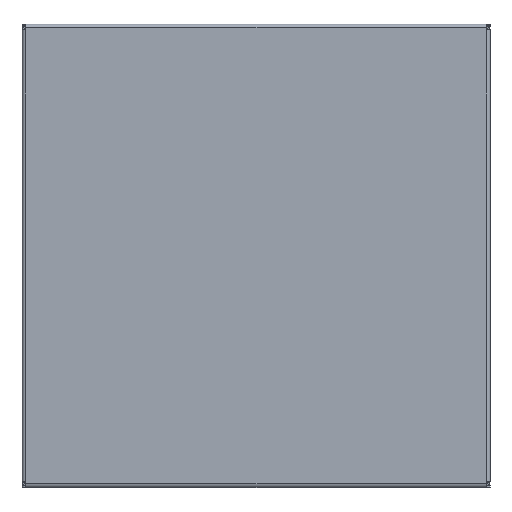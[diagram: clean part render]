
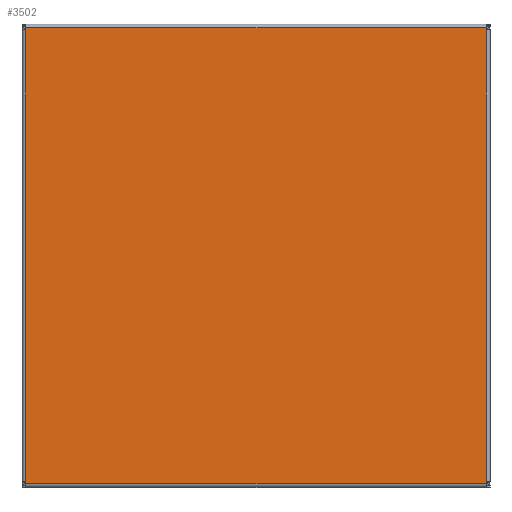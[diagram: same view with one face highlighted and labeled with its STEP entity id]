
A CAD part, top view. The second image highlights one B-rep face of the part: STEP entity #3502.
In plain terms, the highlighted planar face has unit normal (0, 0, 1).
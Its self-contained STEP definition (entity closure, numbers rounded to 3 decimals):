
#705=FACE_OUTER_BOUND('',#983,.T.);
#983=EDGE_LOOP('',(#3198,#3199,#3200,#3201,#3202,#3203,#3204,#3205));
#1241=LINE('',#5623,#1535);
#1246=LINE('',#5636,#1540);
#1260=LINE('',#5702,#1554);
#1263=LINE('',#5708,#1557);
#1266=LINE('',#5717,#1560);
#1271=LINE('',#5735,#1565);
#1275=LINE('',#5744,#1569);
#1277=LINE('',#5748,#1571);
#1535=VECTOR('',#4640,195.038);
#1540=VECTOR('',#4657,195.038);
#1554=VECTOR('',#4759,0.894);
#1557=VECTOR('',#4764,0.894);
#1560=VECTOR('',#4775,198.849);
#1565=VECTOR('',#4802,198.849);
#1569=VECTOR('',#4814,0.894);
#1571=VECTOR('',#4820,0.894);
#1840=VERTEX_POINT('',#5606);
#1843=VERTEX_POINT('',#5617);
#1844=VERTEX_POINT('',#5621);
#1846=VERTEX_POINT('',#5632);
#1854=VERTEX_POINT('',#5701);
#1856=VERTEX_POINT('',#5707);
#1858=VERTEX_POINT('',#5716);
#1860=VERTEX_POINT('',#5724);
#2249=EDGE_CURVE('',#1843,#1844,#1241,.T.);
#2256=EDGE_CURVE('',#1846,#1840,#1246,.T.);
#2284=EDGE_CURVE('',#1854,#1846,#1260,.T.);
#2287=EDGE_CURVE('',#1856,#1843,#1263,.T.);
#2292=EDGE_CURVE('',#1858,#1854,#1266,.T.);
#2302=EDGE_CURVE('',#1860,#1856,#1271,.T.);
#2307=EDGE_CURVE('',#1840,#1860,#1275,.T.);
#2309=EDGE_CURVE('',#1844,#1858,#1277,.T.);
#3198=ORIENTED_EDGE('',*,*,#2284,.T.);
#3199=ORIENTED_EDGE('',*,*,#2256,.T.);
#3200=ORIENTED_EDGE('',*,*,#2307,.T.);
#3201=ORIENTED_EDGE('',*,*,#2302,.T.);
#3202=ORIENTED_EDGE('',*,*,#2287,.T.);
#3203=ORIENTED_EDGE('',*,*,#2249,.T.);
#3204=ORIENTED_EDGE('',*,*,#2309,.T.);
#3205=ORIENTED_EDGE('',*,*,#2292,.T.);
#3315=PLANE('',#3846);
#3502=ADVANCED_FACE('',(#705),#3315,.T.);
#3846=AXIS2_PLACEMENT_3D('',#5750,#4823,#4824);
#4640=DIRECTION('',(0.,1.,0.));
#4657=DIRECTION('',(0.,-1.,0.));
#4759=DIRECTION('',(0.,-1.,0.));
#4764=DIRECTION('',(0.,1.,0.));
#4775=DIRECTION('',(-1.,0.,0.));
#4802=DIRECTION('',(1.,0.,0.));
#4814=DIRECTION('',(0.,-1.,0.));
#4820=DIRECTION('',(0.,1.,0.));
#4823=DIRECTION('center_axis',(0.,0.,1.));
#4824=DIRECTION('ref_axis',(1.,0.,0.));
#5606=CARTESIAN_POINT('',(-99.424,-97.519,0.794));
#5617=CARTESIAN_POINT('',(99.424,-97.519,0.794));
#5621=CARTESIAN_POINT('',(99.424,97.519,0.794));
#5623=CARTESIAN_POINT('',(99.424,-49.206,0.794));
#5632=CARTESIAN_POINT('',(-99.424,97.519,0.794));
#5636=CARTESIAN_POINT('',(-99.424,49.206,0.794));
#5701=CARTESIAN_POINT('',(-99.424,98.413,0.794));
#5702=CARTESIAN_POINT('',(-99.424,49.206,0.794));
#5707=CARTESIAN_POINT('',(99.424,-98.412,0.794));
#5708=CARTESIAN_POINT('',(99.424,-49.206,0.794));
#5716=CARTESIAN_POINT('',(99.424,98.413,0.794));
#5717=CARTESIAN_POINT('',(50.506,98.413,0.794));
#5724=CARTESIAN_POINT('',(-99.424,-98.412,0.794));
#5735=CARTESIAN_POINT('',(-50.506,-98.412,0.794));
#5744=CARTESIAN_POINT('',(-99.424,49.206,0.794));
#5748=CARTESIAN_POINT('',(99.424,-49.206,0.794));
#5750=CARTESIAN_POINT('Origin',(0.,0.,
0.794));
